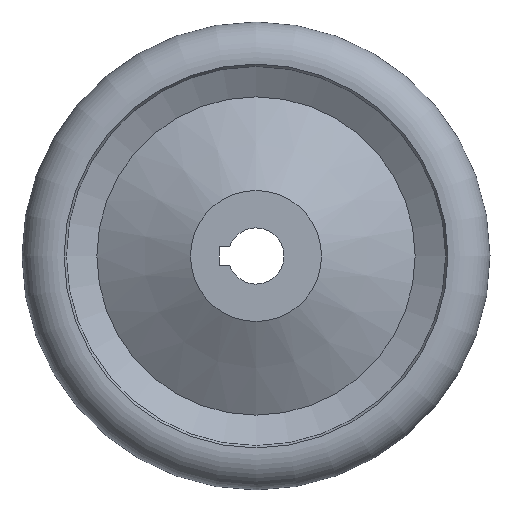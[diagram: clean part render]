
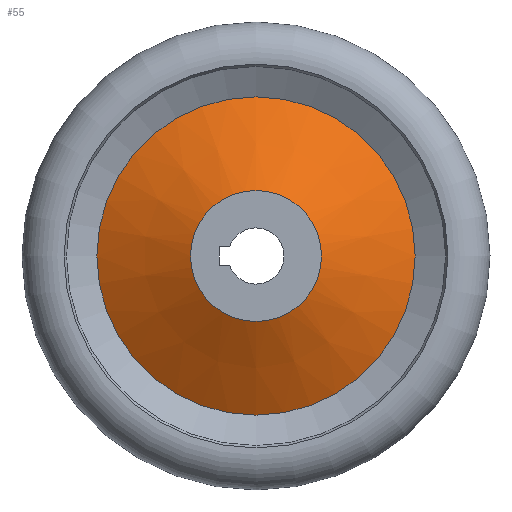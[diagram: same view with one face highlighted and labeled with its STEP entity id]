
A CAD part, left-side view. The second image highlights one B-rep face of the part: STEP entity #55.
In plain terms, the highlighted conical face has half-angle 61.189 degrees and reference radius 34 mm.
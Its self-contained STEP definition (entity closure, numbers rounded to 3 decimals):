
#55 = ADVANCED_FACE( '', ( #114, #115 ), #116, .T. );
#114 = FACE_BOUND( '', #178, .T. );
#115 = FACE_OUTER_BOUND( '', #179, .T. );
#116 = CONICAL_SURFACE( '', #180, 34., 1.068 );
#178 = EDGE_LOOP( '', ( #267 ) );
#179 = EDGE_LOOP( '', ( #268 ) );
#180 = AXIS2_PLACEMENT_3D( '', #269, #270, #271 );
#267 = ORIENTED_EDGE( '', *, *, #329, .F. );
#268 = ORIENTED_EDGE( '', *, *, #338, .T. );
#269 = CARTESIAN_POINT( '', ( 20., 0., 0. ) );
#270 = DIRECTION( '', ( 1., 0., 0. ) );
#271 = DIRECTION( '', ( 0., 0., -1. ) );
#329 = EDGE_CURVE( '', #379, #379, #380, .T. );
#338 = EDGE_CURVE( '', #389, #389, #390, .T. );
#379 = VERTEX_POINT( '', #440 );
#380 = CIRCLE( '', #441, 14. );
#389 = VERTEX_POINT( '', #454 );
#390 = CIRCLE( '', #455, 34. );
#440 = CARTESIAN_POINT( '', ( 9., 0., 14. ) );
#441 = AXIS2_PLACEMENT_3D( '', #494, #495, #496 );
#454 = CARTESIAN_POINT( '', ( 20., 0., 34. ) );
#455 = AXIS2_PLACEMENT_3D( '', #501, #502, #503 );
#494 = CARTESIAN_POINT( '', ( 9., 0., 0. ) );
#495 = DIRECTION( '', ( -1., 0., 0. ) );
#496 = DIRECTION( '', ( 0., 0., 1. ) );
#501 = CARTESIAN_POINT( '', ( 20., 0., 0. ) );
#502 = DIRECTION( '', ( -1., 0., 0. ) );
#503 = DIRECTION( '', ( 0., 0., 1. ) );
